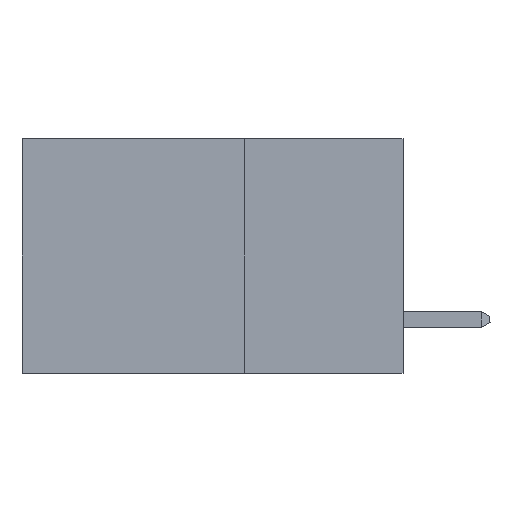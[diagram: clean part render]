
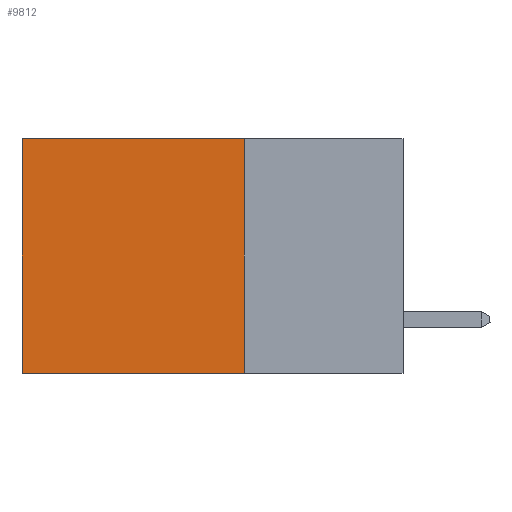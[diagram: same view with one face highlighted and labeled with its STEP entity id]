
A CAD part, left-side view. The second image highlights one B-rep face of the part: STEP entity #9812.
In plain terms, the highlighted planar face has unit normal (-1, 0, 0).
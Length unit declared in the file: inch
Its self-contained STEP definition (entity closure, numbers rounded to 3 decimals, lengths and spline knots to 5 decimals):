
#298 = CARTESIAN_POINT ( 'NONE',  ( 0.2875, 0.25, 0. ) ) ;
#317 = LINE ( 'NONE', #7334, #9408 ) ;
#1428 = ORIENTED_EDGE ( 'NONE', *, *, #12498, .T. ) ;
#1621 = CARTESIAN_POINT ( 'NONE',  ( 0.2875, 0.6, -0.37 ) ) ;
#2155 = DIRECTION ( 'NONE',  ( 0., 0., -1. ) ) ;
#2372 = LINE ( 'NONE', #18729, #10814 ) ;
#2558 = ORIENTED_EDGE ( 'NONE', *, *, #2947, .T. ) ;
#2947 = EDGE_CURVE ( 'NONE', #16212, #7420, #12423, .T. ) ;
#3688 = DIRECTION ( 'NONE',  ( 0., 0., -1. ) ) ;
#4354 = CARTESIAN_POINT ( 'NONE',  ( 0.2875, 0.6, 0. ) ) ;
#5419 = ORIENTED_EDGE ( 'NONE', *, *, #9709, .F. ) ;
#6059 = AXIS2_PLACEMENT_3D ( 'NONE', #298, #12923, #2155 ) ;
#6615 = DIRECTION ( 'NONE',  ( 0., 1., 0. ) ) ;
#7334 = CARTESIAN_POINT ( 'NONE',  ( 0.2875, 0.25, -0.37 ) ) ;
#7380 = CARTESIAN_POINT ( 'NONE',  ( 0.2875, 0.25, 0. ) ) ;
#7420 = VERTEX_POINT ( 'NONE', #4354 ) ;
#7673 = VECTOR ( 'NONE', #6615, 39.37008 ) ;
#8959 = VERTEX_POINT ( 'NONE', #1621 ) ;
#8999 = FACE_OUTER_BOUND ( 'NONE', #14159, .T. ) ;
#9135 = DIRECTION ( 'NONE',  ( 0., 1., 0. ) ) ;
#9346 = PLANE ( 'NONE',  #6059 ) ;
#9408 = VECTOR ( 'NONE', #9135, 39.37008 ) ;
#9569 = CARTESIAN_POINT ( 'NONE',  ( 0.2875, 0.25, 0. ) ) ;
#9709 = EDGE_CURVE ( 'NONE', #16212, #15735, #16985, .T. ) ;
#9812 = ADVANCED_FACE ( 'NONE', ( #8999 ), #9346, .F. ) ;
#10814 = VECTOR ( 'NONE', #20476, 39.37008 ) ;
#12423 = LINE ( 'NONE', #7380, #7673 ) ;
#12498 = EDGE_CURVE ( 'NONE', #7420, #8959, #2372, .T. ) ;
#12740 = ORIENTED_EDGE ( 'NONE', *, *, #20157, .F. ) ;
#12923 = DIRECTION ( 'NONE',  ( 1., 0., 0. ) ) ;
#14159 = EDGE_LOOP ( 'NONE', ( #1428, #12740, #5419, #2558 ) ) ;
#15735 = VERTEX_POINT ( 'NONE', #21892 ) ;
#15910 = VECTOR ( 'NONE', #3688, 39.37008 ) ;
#16212 = VERTEX_POINT ( 'NONE', #9569 ) ;
#16985 = LINE ( 'NONE', #19529, #15910 ) ;
#18729 = CARTESIAN_POINT ( 'NONE',  ( 0.2875, 0.6, 0. ) ) ;
#19529 = CARTESIAN_POINT ( 'NONE',  ( 0.2875, 0.25, 0. ) ) ;
#20157 = EDGE_CURVE ( 'NONE', #15735, #8959, #317, .T. ) ;
#20476 = DIRECTION ( 'NONE',  ( 0., 0., -1. ) ) ;
#21892 = CARTESIAN_POINT ( 'NONE',  ( 0.2875, 0.25, -0.37 ) ) ;
